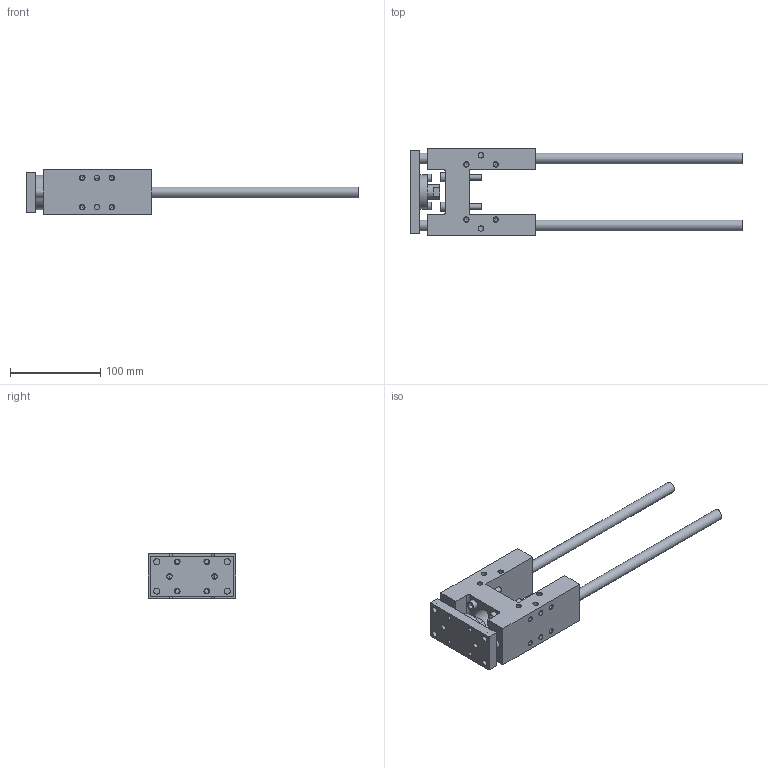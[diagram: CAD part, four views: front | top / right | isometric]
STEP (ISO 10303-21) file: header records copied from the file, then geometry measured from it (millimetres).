
FILE_DESCRIPTION(/* description */ (''),/* implementation_level */ '2;1');
FILE_NAME(/* name */ 'GUMF32-200.stp',/* time_stamp */ '2018-05-02T16:07:38+10:00',/* author */ ('daud'),/* organization */ (''),/* preprocessor_version */ 'ST-DEVELOPER v16.13',/* originating_system */ 'Autodesk Inventor 2018',/* authorisation */ '');
FILE_SCHEMA (('AUTOMOTIVE_DESIGN { 1 0 10303 214 3 1 1 }'));
Length unit declared in the file: metre
Products named in the file (5): GUMF32-200; Solid1; Solid1_1; Solid1_2; Solid1_3
Assembly tree (4 placements, depth 2):
  GUMF32-200
    Solid1
    Solid1_1
    Solid1_2
    Solid1_3
Bounding box: 367 x 97 x 49 mm (x, y, z)
Volume: 424763.4 mm3; surface area: 108768.6 mm2
Topology: 4 solids, 7 shells, 266 faces, 603 edges, 405 vertices
Faces by surface type: plane 136, cylinder 95, cone 35
Full cylindrical faces by diameter (mm): 4.918 x28, 5 x2, 5.5 x2, 6 x12, 6.2 x12, 6.5 x4, 6.6 x4, 8.5 x2, 8.647 x1, 10 x4, 11 x4, 12 x6, 16 x1, 18 x1, 22.8 x1, 25 x1, 30 x1, 38 x1
Entity records: 6498 total; most frequent: DIRECTION 1176, CARTESIAN_POINT 1005, ORIENTED_EDGE 806, AXIS2_PLACEMENT_3D 500, EDGE_LOOP 476, EDGE_CURVE 403, VERTEX_POINT 329, FACE_OUTER_BOUND 264
